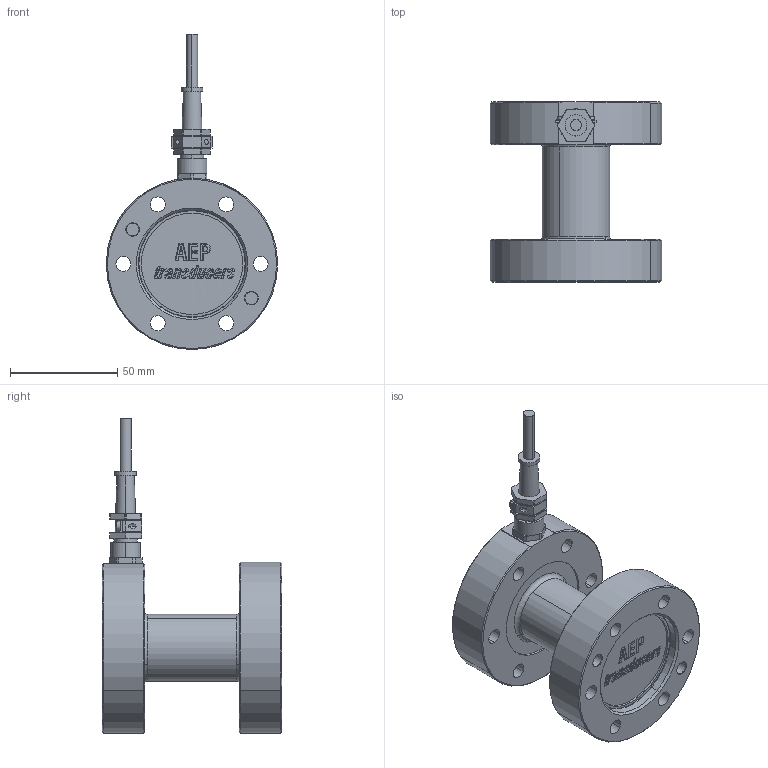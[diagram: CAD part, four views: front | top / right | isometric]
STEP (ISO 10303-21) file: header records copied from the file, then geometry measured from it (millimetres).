
FILE_DESCRIPTION(('STEP AP214'),'1');
FILE_NAME('TRX 50Nm to 100Nm.stp','2015-05-20T07:36:32',(' '),(' '),'Spatial InterOp 3D',' ',' ');
FILE_SCHEMA(('automotive_design'));
Length unit declared in the file: metre
Products named in the file (1): Body
Bounding box: 80 x 84 x 147.04 mm (x, y, z)
Volume: 204137.6 mm3; surface area: 43005.4 mm2
Topology: 1 solids, 2 shells, 303 faces, 1010 edges, 766 vertices
Faces by surface type: plane 130, cylinder 107, cone 30, torus 20, extrusion 12, revolution 4
Entity records: 14448 total; most frequent: CARTESIAN_POINT 2845, ORIENTED_EDGE 2022, DIRECTION 1777, EDGE_CURVE 1011, VERTEX_POINT 767, AXIS2_PLACEMENT_3D 623, VECTOR 527, LINE 515
